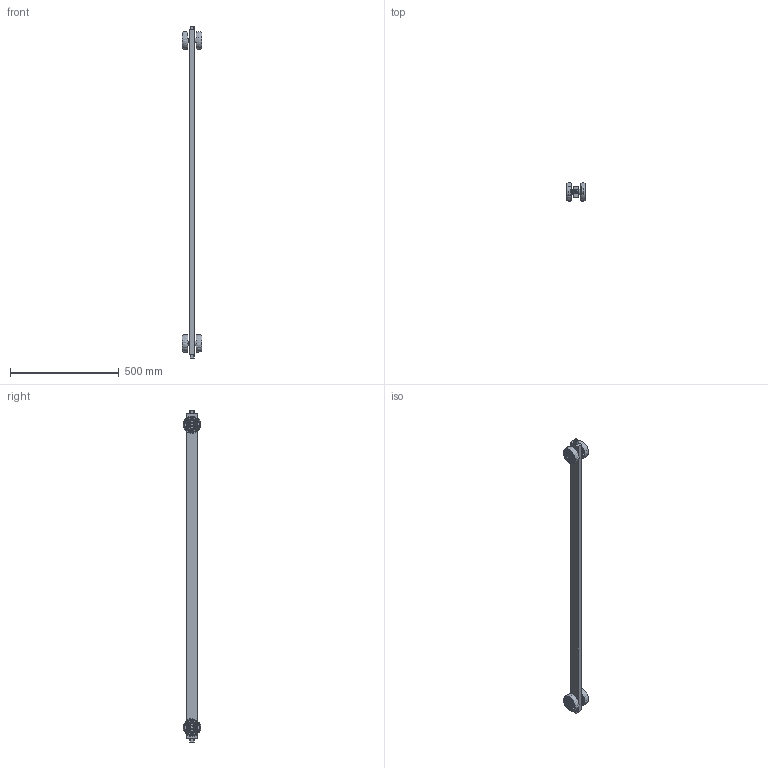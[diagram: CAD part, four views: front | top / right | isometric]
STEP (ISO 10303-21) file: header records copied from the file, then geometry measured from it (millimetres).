
FILE_DESCRIPTION((''),'2;1');
FILE_NAME('20084 ETA-8 FIVE FOOT BUMPER TROLLEY.stp','2009-12-11T07:26:50',('jholman'),(''),'Autodesk Inventor 2009','Autodesk Inventor 2009','');
FILE_SCHEMA(('AUTOMOTIVE_DESIGN { 1 0 10303 214 1 1 1 1 }'));
Length unit declared in the file: inch
Products named in the file (12): 3D11TFF4D; 3D11PFF4D; 3D11K6B4B; 3D11I6B4A; 3D11RAB4A; 3D1168B4A; Hexagon Socket Head Cap Screw - UNC (Regular Thread - Inch) 1/4 - 20 - 5/8; Hi-Collar Helical Spring Lock Washer (Inch) 1/4 Hi-Collar. Carbon Steel; 3D11UAE4C; 3D11TAE4B; 3D11W6B4B; 3D11H6B4A
Assembly tree (20 placements, depth 3):
  3D11TFF4D
    3D11PFF4D
    3D11K6B4B  x2
    3D11I6B4A  x2
    3D11RAB4A  x2
      3D1168B4A
      Hexagon Socket Head Cap Screw - UNC (Regular Thread - Inch) 1/4 - 20 - 5/8
      Hi-Collar Helical Spring Lock Washer (Inch) 1/4 Hi-Collar. Carbon Steel
    3D11UAE4C  x4
      3D11TAE4B
      3D11W6B4B
    3D11H6B4A  x4
Bounding box: 87.91 x 81.27 x 1524 mm (x, y, z)
Volume: 2315627.8 mm3; surface area: 364988.8 mm2
Topology: 23 solids, 23 shells, 1984 faces, 4416 edges, 2408 vertices
Faces by surface type: cylinder 712, bspline 584, torus 426, plane 236, cone 18, sphere 8
Full cylindrical faces by diameter (mm): 6.35 x2, 9.525 x2, 15.977 x4, 16.954 x8, 16.98 x4, 17.882 x2, 19.05 x4, 22.225 x2, 33.274 x8, 40.005 x8
Entity records: 17719 total; most frequent: CARTESIAN_POINT 5695, DIRECTION 2712, ORIENTED_EDGE 2230, AXIS2_PLACEMENT_3D 1170, EDGE_CURVE 1115, CIRCLE 735, VERTEX_POINT 652, EDGE_LOOP 651
